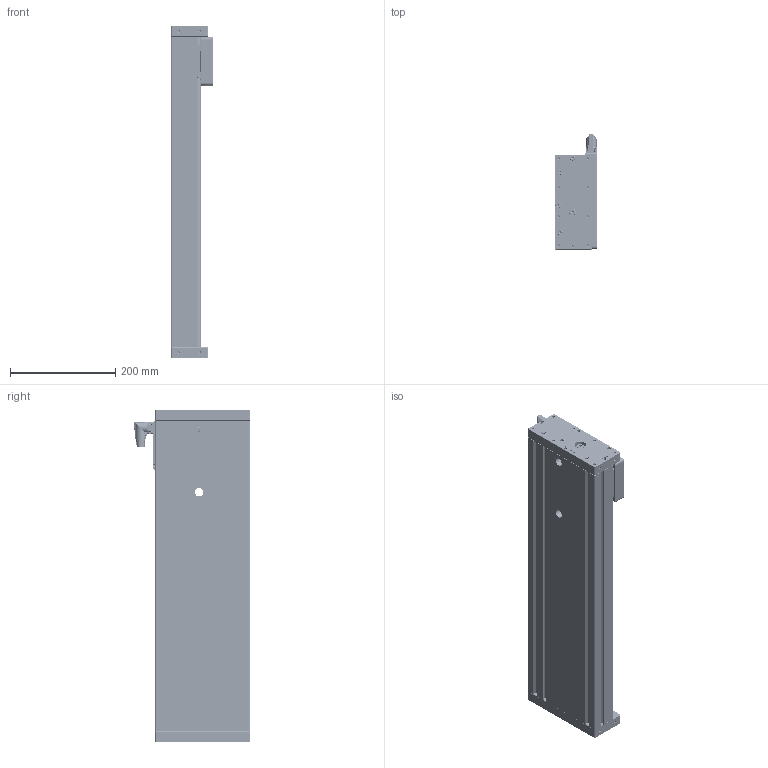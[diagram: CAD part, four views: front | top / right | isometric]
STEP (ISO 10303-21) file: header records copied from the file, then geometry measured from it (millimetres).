
FILE_DESCRIPTION (( 'STEP AP214' ), '1' );
FILE_NAME ('0186-1439_250508_EM01-37-630_495_1CE37Sx60-HP-BE01-MD01-R.STEP', '2025-05-08T11:29:18', ( '' ), ( '' ), 'SwSTEP 2.0', 'SolidWorks 2024', '' );
FILE_SCHEMA (( 'AUTOMOTIVE_DESIGN' ));
Length unit declared in the file: millimetre
Products named in the file (27): 0230-0041_zyl.-schr._i-6kt_M4x16_8.8_v-b; 0230-0791_Zyl.-schr_i-6kt_M4x18_12.9_schwarz; 0160-0073_ES01k-37Sx590_ES01k-37Sx590; 0150-4722_K05-R!N-0.18-FWK; 0230-0320_Zyl.-Schr_I-6kt_n-K_M8x25_8.8_v-b; 0230-0205_zyl.-schr._i-6kt_M5x45_8.8_v-b; 0230-0037_Zyl.-Schr._i-6kt_M6x30_8.8_v-b; 0160-4608_LR01-15x588; 0180-3475_EM01k-37S-AH; 0160-0806_Kugelscheibe_M8 x17x 8.4_Stahl; 0150-2189_Hammermutter N8!M4; 0230-1151_O-Ring 19.00x3.5_NBR70_schwarz; 0230-0433_LLTHC 15 U-T0 P5; 0186-0804_PL01-20x605!560-HP-PF_PL01-20x605!560-HP-PF; 0230-0231_Zyl.-Stift_5x20_STAHL-GH; 0186-1439_250508_EM01-37-630_495_1CE37Sx60-HP-BE01-MD01-R; 0186-0331_PS01-37Sx60-L; 0180-2459_E01k-37Sx60-APFix-W; Baugr12^0186-1621_CE37Sx60-HP-BE01-MD01-R; 0160-0844_Lins.-Schr_I-6rd_M2.5x8_INOX; 0186-1621_CE37Sx60-HP-BE01-MD01-R; 0180-3476_EM01k-37S-AV; 0186-1745_EM01-37-630; 112739-7; 0150-3128_MC01-Rw!m_FUSS; 0150-3128_MC01-Rw!m_KOPF; MC01-Rw!m_fuss_Fuss
Assembly tree (92 placements, depth 6):
  0186-1439_250508_EM01-37-630_495_1CE37Sx60-HP-BE01-MD01-R
    0186-1745_EM01-37-630
      0160-0073_ES01k-37Sx590_ES01k-37Sx590
      0180-3476_EM01k-37S-AV
      0180-3475_EM01k-37S-AH
      0230-0037_Zyl.-Schr._i-6kt_M6x30_8.8_v-b  x10
      0230-0320_Zyl.-Schr_I-6kt_n-K_M8x25_8.8_v-b
      0160-0806_Kugelscheibe_M8 x17x 8.4_Stahl  x2
      0230-0231_Zyl.-Stift_5x20_STAHL-GH  x4
      0160-4608_LR01-15x588  x2
      0186-0804_PL01-20x605!560-HP-PF_PL01-20x605!560-HP-PF
      0230-0041_zyl.-schr._i-6kt_M4x16_8.8_v-b  x20
      0150-2189_Hammermutter N8!M4  x20
      0230-1151_O-Ring 19.00x3.5_NBR70_schwarz
    0186-1621_CE37Sx60-HP-BE01-MD01-R
      Baugr12^0186-1621_CE37Sx60-HP-BE01-MD01-R
        0180-2459_E01k-37Sx60-APFix-W
        0186-0331_PS01-37Sx60-L
        0230-0205_zyl.-schr._i-6kt_M5x45_8.8_v-b  x2
        0150-4722_K05-R!N-0.18-FWK
          0160-0844_Lins.-Schr_I-6rd_M2.5x8_INOX  x4
          0150-3128_MC01-Rw!m_FUSS
            112739-7
            MC01-Rw!m_fuss_Fuss
          0150-3128_MC01-Rw!m_KOPF
            112739-7
            MC01-Rw!m_fuss_Fuss
        0230-0433_LLTHC 15 U-T0 P5  x2
        0230-0791_Zyl.-schr_i-6kt_M4x18_12.9_schwarz  x8
Bounding box: 80 x 219.85 x 630 mm (x, y, z)
Volume: 3653231.5 mm3; surface area: 938504.1 mm2
Topology: 94 solids, 98 shells, 8988 faces, 21365 edges, 12702 vertices
Faces by surface type: plane 2815, cone 2529, cylinder 2460, bspline 1006, torus 174, sphere 4
Full cylindrical faces by diameter (mm): 0.6 x10, 1 x8, 1.1 x10, 2.05 x6, 2.1 x8, 2.4 x2, 2.7 x12, 3.2 x6, 3.3 x32, 4 x620, 4.2 x2, 4.3 x8, 4.5 x20, 4.8 x2, 5 x136, 5.4 x2, 5.5 x2, 6 x280, 6.4 x10, 6.6 x6, 6.8 x2, 7 x28, 7.5 x20, 8 x26, 8.4 x2, 8.5 x2, 9 x5, 10 x12, 10.5 x16, 13 x1
Entity records: 144532 total; most frequent: CARTESIAN_POINT 52841, ORIENTED_EDGE 16242, DIRECTION 14306, EDGE_CURVE 8121, VERTEX_POINT 5512, AXIS2_PLACEMENT_3D 5092, EDGE_LOOP 4617, VECTOR 4122
